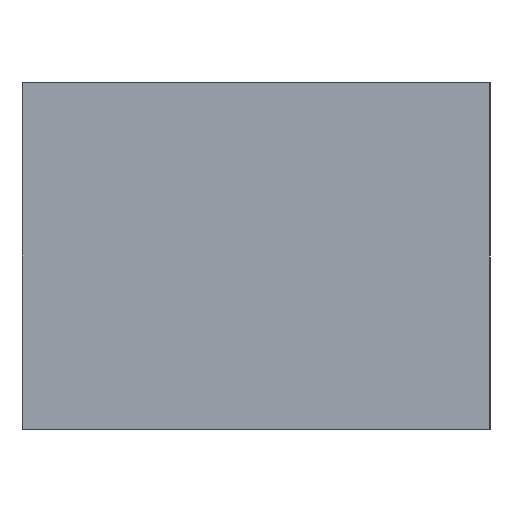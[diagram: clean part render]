
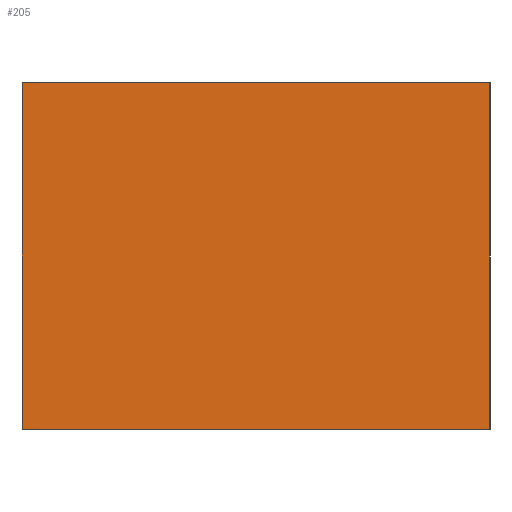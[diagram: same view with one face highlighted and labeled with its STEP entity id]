
A CAD part, left-side view. The second image highlights one B-rep face of the part: STEP entity #205.
In plain terms, the highlighted planar face has unit normal (-1, 0, 0).
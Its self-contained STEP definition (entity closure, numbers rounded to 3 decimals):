
#205 = ADVANCED_FACE('',(#206),#240,.F.);
#206 = FACE_BOUND('',#207,.F.);
#207 = EDGE_LOOP('',(#208,#218,#226,#234));
#208 = ORIENTED_EDGE('',*,*,#209,.F.);
#209 = EDGE_CURVE('',#210,#212,#214,.T.);
#210 = VERTEX_POINT('',#211);
#211 = CARTESIAN_POINT('',(-2.25,-1.35,0.));
#212 = VERTEX_POINT('',#213);
#213 = CARTESIAN_POINT('',(-2.25,-1.35,2.));
#214 = LINE('',#215,#216);
#215 = CARTESIAN_POINT('',(-2.25,-1.35,0.));
#216 = VECTOR('',#217,1.);
#217 = DIRECTION('',(0.,0.,1.));
#218 = ORIENTED_EDGE('',*,*,#219,.T.);
#219 = EDGE_CURVE('',#210,#220,#222,.T.);
#220 = VERTEX_POINT('',#221);
#221 = CARTESIAN_POINT('',(-2.25,1.35,0.));
#222 = LINE('',#223,#224);
#223 = CARTESIAN_POINT('',(-2.25,-1.35,0.));
#224 = VECTOR('',#225,1.);
#225 = DIRECTION('',(0.,1.,0.));
#226 = ORIENTED_EDGE('',*,*,#227,.T.);
#227 = EDGE_CURVE('',#220,#228,#230,.T.);
#228 = VERTEX_POINT('',#229);
#229 = CARTESIAN_POINT('',(-2.25,1.35,2.));
#230 = LINE('',#231,#232);
#231 = CARTESIAN_POINT('',(-2.25,1.35,0.));
#232 = VECTOR('',#233,1.);
#233 = DIRECTION('',(0.,0.,1.));
#234 = ORIENTED_EDGE('',*,*,#235,.F.);
#235 = EDGE_CURVE('',#212,#228,#236,.T.);
#236 = LINE('',#237,#238);
#237 = CARTESIAN_POINT('',(-2.25,-1.35,2.));
#238 = VECTOR('',#239,1.);
#239 = DIRECTION('',(0.,1.,0.));
#240 = PLANE('',#241);
#241 = AXIS2_PLACEMENT_3D('',#242,#243,#244);
#242 = CARTESIAN_POINT('',(-2.25,-1.35,0.));
#243 = DIRECTION('',(1.,0.,0.));
#244 = DIRECTION('',(0.,0.,1.));
